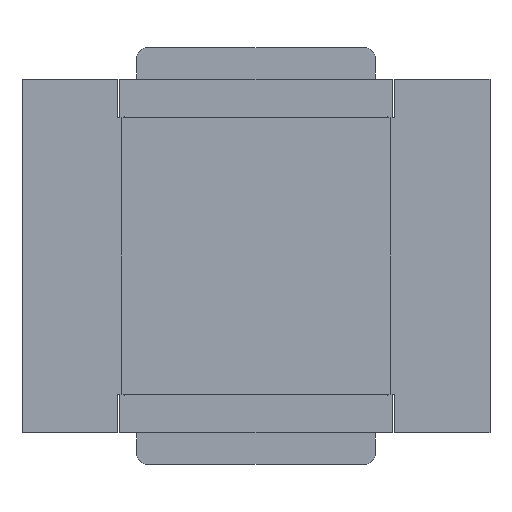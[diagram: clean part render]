
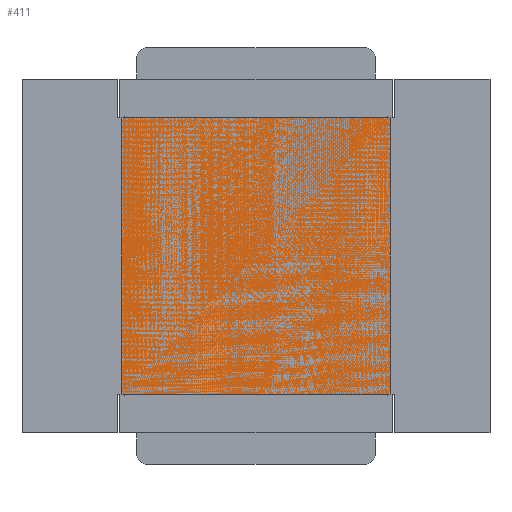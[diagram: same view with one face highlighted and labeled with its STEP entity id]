
A CAD part, front view. The second image highlights one B-rep face of the part: STEP entity #411.
In plain terms, the highlighted planar face has unit normal (0, -1, 0).
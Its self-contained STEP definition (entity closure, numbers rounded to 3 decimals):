
#42 = VECTOR ( 'NONE', #2204, 1000. ) ;
#60 = DIRECTION ( 'NONE',  ( 1., 0., 0. ) ) ;
#65 = CARTESIAN_POINT ( 'NONE',  ( 104.99, -2., -110. ) ) ;
#83 = DIRECTION ( 'NONE',  ( 1., 0., 0. ) ) ;
#85 = EDGE_CURVE ( 'NONE', #419, #939, #1970, .T. ) ;
#108 = CARTESIAN_POINT ( 'NONE',  ( 107., -2., 110. ) ) ;
#117 = LINE ( 'NONE', #408, #42 ) ;
#176 = DIRECTION ( 'NONE',  ( 0., 0., -1. ) ) ;
#191 = AXIS2_PLACEMENT_3D ( 'NONE', #1252, #1109, #1232 ) ;
#283 = EDGE_CURVE ( 'NONE', #419, #1340, #556, .T. ) ;
#408 = CARTESIAN_POINT ( 'NONE',  ( 107., -2., -110. ) ) ;
#409 = DIRECTION ( 'NONE',  ( -1., 0., 0. ) ) ;
#411 = ADVANCED_FACE ( 'NONE', ( #2127 ), #1197, .T. ) ;
#416 = CARTESIAN_POINT ( 'NONE',  ( -107., -2., 141. ) ) ;
#419 = VERTEX_POINT ( 'NONE', #108 ) ;
#471 = CARTESIAN_POINT ( 'NONE',  ( -136.257, -2., -110. ) ) ;
#480 = CARTESIAN_POINT ( 'NONE',  ( -107., -2., 110. ) ) ;
#508 = VERTEX_POINT ( 'NONE', #875 ) ;
#556 = LINE ( 'NONE', #682, #1497 ) ;
#629 = ORIENTED_EDGE ( 'NONE', *, *, #737, .T. ) ;
#633 = DIRECTION ( 'NONE',  ( 1., 0., 0. ) ) ;
#682 = CARTESIAN_POINT ( 'NONE',  ( 107., -2., 141. ) ) ;
#703 = VERTEX_POINT ( 'NONE', #2281 ) ;
#737 = EDGE_CURVE ( 'NONE', #703, #968, #2016, .T. ) ;
#808 = VECTOR ( 'NONE', #409, 1000. ) ;
#840 = ORIENTED_EDGE ( 'NONE', *, *, #1142, .F. ) ;
#853 = EDGE_CURVE ( 'NONE', #703, #508, #2159, .T. ) ;
#875 = CARTESIAN_POINT ( 'NONE',  ( -104.99, -2., 110. ) ) ;
#927 = VECTOR ( 'NONE', #2134, 1000. ) ;
#939 = VERTEX_POINT ( 'NONE', #1385 ) ;
#961 = EDGE_CURVE ( 'NONE', #1914, #2241, #978, .T. ) ;
#968 = VERTEX_POINT ( 'NONE', #1586 ) ;
#978 = LINE ( 'NONE', #471, #927 ) ;
#986 = CARTESIAN_POINT ( 'NONE',  ( -136.257, -2., 110. ) ) ;
#1058 = CARTESIAN_POINT ( 'NONE',  ( 107., -2., 110. ) ) ;
#1069 = ORIENTED_EDGE ( 'NONE', *, *, #2228, .T. ) ;
#1109 = DIRECTION ( 'NONE',  ( 0., -1., 0. ) ) ;
#1142 = EDGE_CURVE ( 'NONE', #1340, #2241, #117, .T. ) ;
#1158 = ORIENTED_EDGE ( 'NONE', *, *, #283, .F. ) ;
#1178 = LINE ( 'NONE', #1274, #1783 ) ;
#1197 = PLANE ( 'NONE',  #191 ) ;
#1208 = ORIENTED_EDGE ( 'NONE', *, *, #853, .F. ) ;
#1232 = DIRECTION ( 'NONE',  ( 1., 0., 0. ) ) ;
#1252 = CARTESIAN_POINT ( 'NONE',  ( 0., -2., 141. ) ) ;
#1274 = CARTESIAN_POINT ( 'NONE',  ( -107., -2., -110. ) ) ;
#1340 = VERTEX_POINT ( 'NONE', #2203 ) ;
#1341 = ORIENTED_EDGE ( 'NONE', *, *, #961, .T. ) ;
#1385 = CARTESIAN_POINT ( 'NONE',  ( 104.99, -2., 110. ) ) ;
#1448 = VECTOR ( 'NONE', #633, 1000. ) ;
#1460 = DIRECTION ( 'NONE',  ( 0., 0., -1. ) ) ;
#1497 = VECTOR ( 'NONE', #176, 1000. ) ;
#1586 = CARTESIAN_POINT ( 'NONE',  ( -107., -2., -110. ) ) ;
#1783 = VECTOR ( 'NONE', #83, 1000. ) ;
#1787 = ORIENTED_EDGE ( 'NONE', *, *, #2209, .F. ) ;
#1798 = VECTOR ( 'NONE', #1460, 1000. ) ;
#1912 = EDGE_LOOP ( 'NONE', ( #629, #1069, #1341, #840, #1158, #2173, #1787, #1208 ) ) ;
#1914 = VERTEX_POINT ( 'NONE', #1925 ) ;
#1925 = CARTESIAN_POINT ( 'NONE',  ( -104.99, -2., -110. ) ) ;
#1970 = LINE ( 'NONE', #1058, #808 ) ;
#2016 = LINE ( 'NONE', #416, #1798 ) ;
#2127 = FACE_OUTER_BOUND ( 'NONE', #1912, .T. ) ;
#2134 = DIRECTION ( 'NONE',  ( 1., 0., 0. ) ) ;
#2159 = LINE ( 'NONE', #480, #1448 ) ;
#2163 = LINE ( 'NONE', #986, #2210 ) ;
#2173 = ORIENTED_EDGE ( 'NONE', *, *, #85, .T. ) ;
#2203 = CARTESIAN_POINT ( 'NONE',  ( 107., -2., -110. ) ) ;
#2204 = DIRECTION ( 'NONE',  ( -1., 0., 0. ) ) ;
#2209 = EDGE_CURVE ( 'NONE', #508, #939, #2163, .T. ) ;
#2210 = VECTOR ( 'NONE', #60, 1000. ) ;
#2228 = EDGE_CURVE ( 'NONE', #968, #1914, #1178, .T. ) ;
#2241 = VERTEX_POINT ( 'NONE', #65 ) ;
#2281 = CARTESIAN_POINT ( 'NONE',  ( -107., -2., 110. ) ) ;
